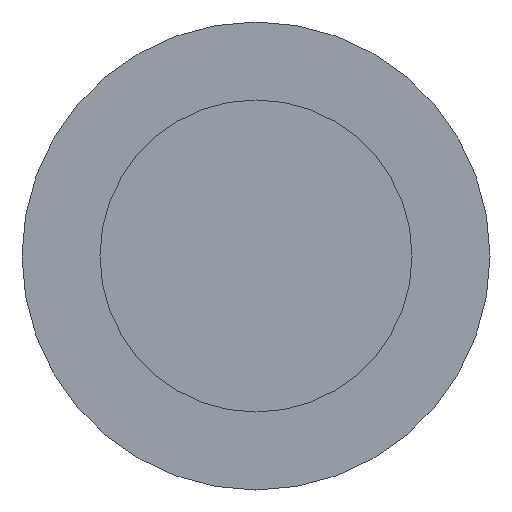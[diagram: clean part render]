
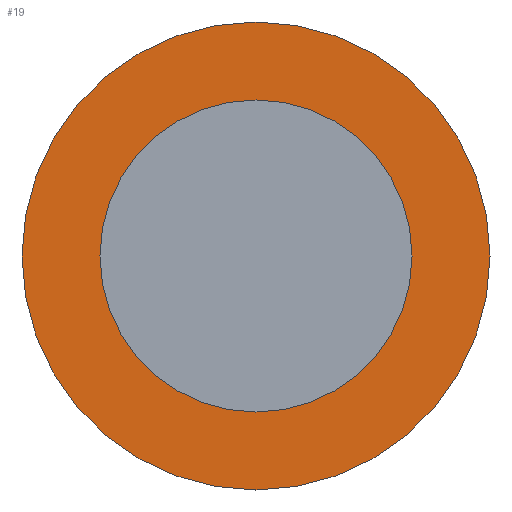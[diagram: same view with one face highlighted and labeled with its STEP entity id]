
A CAD part, left-side view. The second image highlights one B-rep face of the part: STEP entity #19.
In plain terms, the highlighted planar face has unit normal (-1, 0, 0).
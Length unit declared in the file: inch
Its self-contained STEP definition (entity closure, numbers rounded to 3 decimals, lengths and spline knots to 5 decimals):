
#17 = CARTESIAN_POINT ( 'NONE',  ( 0.34885, 0.02, 0. ) ) ;
#19 = ADVANCED_FACE ( 'NONE', ( #661, #655 ), #745, .F. ) ;
#39 = DIRECTION ( 'NONE',  ( 0., -1., 0. ) ) ;
#133 = DIRECTION ( 'NONE',  ( 0., -1., 0. ) ) ;
#150 = CARTESIAN_POINT ( 'NONE',  ( 0.34885, 0., 0. ) ) ;
#173 = DIRECTION ( 'NONE',  ( 0., 1., 0. ) ) ;
#267 = ORIENTED_EDGE ( 'NONE', *, *, #1194, .T. ) ;
#268 = AXIS2_PLACEMENT_3D ( 'NONE', #150, #820, #39 ) ;
#279 = VERTEX_POINT ( 'NONE', #17 ) ;
#290 = AXIS2_PLACEMENT_3D ( 'NONE', #401, #503, #671 ) ;
#312 = ORIENTED_EDGE ( 'NONE', *, *, #399, .F. ) ;
#329 = CARTESIAN_POINT ( 'NONE',  ( 0.34885, 0., 0. ) ) ;
#399 = EDGE_CURVE ( 'NONE', #1092, #279, #409, .T. ) ;
#401 = CARTESIAN_POINT ( 'NONE',  ( 0.34885, 0., 0. ) ) ;
#409 = CIRCLE ( 'NONE', #992, 0.02 ) ;
#503 = DIRECTION ( 'NONE',  ( -1., 0., 0. ) ) ;
#515 = CIRCLE ( 'NONE', #290, 0.03 ) ;
#516 = CARTESIAN_POINT ( 'NONE',  ( 0.34885, 0.03, 0. ) ) ;
#541 = CARTESIAN_POINT ( 'NONE',  ( 0.34885, 0., 0. ) ) ;
#576 = EDGE_LOOP ( 'NONE', ( #267, #1042 ) ) ;
#625 = DIRECTION ( 'NONE',  ( 0., -1., 0. ) ) ;
#637 = VERTEX_POINT ( 'NONE', #697 ) ;
#650 = CIRCLE ( 'NONE', #772, 0.03 ) ;
#655 = FACE_OUTER_BOUND ( 'NONE', #576, .T. ) ;
#661 = FACE_BOUND ( 'NONE', #776, .T. ) ;
#671 = DIRECTION ( 'NONE',  ( 0., -1., 0. ) ) ;
#697 = CARTESIAN_POINT ( 'NONE',  ( 0.34885, -0.03, 0. ) ) ;
#745 = PLANE ( 'NONE',  #1160 ) ;
#772 = AXIS2_PLACEMENT_3D ( 'NONE', #329, #892, #133 ) ;
#776 = EDGE_LOOP ( 'NONE', ( #312, #780 ) ) ;
#780 = ORIENTED_EDGE ( 'NONE', *, *, #867, .F. ) ;
#820 = DIRECTION ( 'NONE',  ( -1., 0., 0. ) ) ;
#867 = EDGE_CURVE ( 'NONE', #279, #1092, #1141, .T. ) ;
#892 = DIRECTION ( 'NONE',  ( -1., 0., 0. ) ) ;
#923 = DIRECTION ( 'NONE',  ( -1., 0., 0. ) ) ;
#932 = DIRECTION ( 'NONE',  ( 1., 0., 0. ) ) ;
#944 = CARTESIAN_POINT ( 'NONE',  ( 0.34885, 0.02, 0. ) ) ;
#967 = CARTESIAN_POINT ( 'NONE',  ( 0.34885, -0.02, 0. ) ) ;
#992 = AXIS2_PLACEMENT_3D ( 'NONE', #541, #923, #625 ) ;
#1042 = ORIENTED_EDGE ( 'NONE', *, *, #1106, .T. ) ;
#1092 = VERTEX_POINT ( 'NONE', #967 ) ;
#1106 = EDGE_CURVE ( 'NONE', #1177, #637, #515, .T. ) ;
#1141 = CIRCLE ( 'NONE', #268, 0.02 ) ;
#1160 = AXIS2_PLACEMENT_3D ( 'NONE', #944, #932, #173 ) ;
#1177 = VERTEX_POINT ( 'NONE', #516 ) ;
#1194 = EDGE_CURVE ( 'NONE', #637, #1177, #650, .T. ) ;
